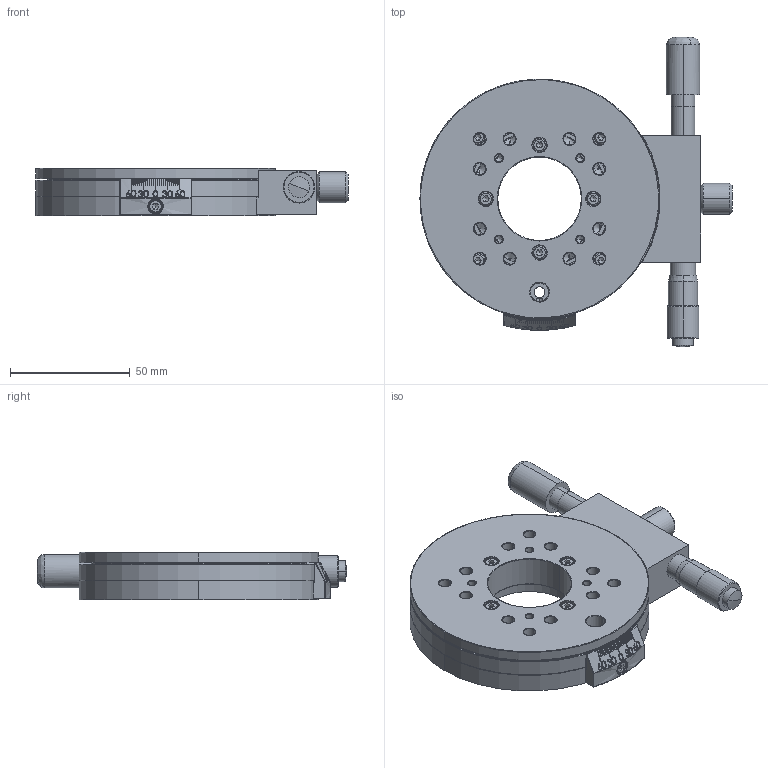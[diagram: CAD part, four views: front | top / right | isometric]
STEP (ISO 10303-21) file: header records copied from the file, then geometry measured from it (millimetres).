
FILE_DESCRIPTION (( 'STEP AP203' ), '1' );
FILE_NAME ('517712.STEP', '2025-07-09T03:02:17', ( '' ), ( '' ), 'SwSTEP 2.0', 'SolidWorks 2020', '' );
FILE_SCHEMA (( 'CONFIG_CONTROL_DESIGN' ));
Length unit declared in the file: millimetre
Products named in the file (1): 517712
Bounding box: 130.5 x 129.3 x 20 mm (x, y, z)
Volume: 150200.1 mm3; surface area: 87781.3 mm2
Topology: 33 solids, 33 shells, 1290 faces, 3283 edges, 2048 vertices
Faces by surface type: plane 420, bspline 363, cylinder 357, cone 137, sphere 13
Entity records: 78516 total; most frequent: CARTESIAN_POINT 49910, ORIENTED_EDGE 6408, DIRECTION 5340, EDGE_CURVE 3204, AXIS2_PLACEMENT_3D 2062, VERTEX_POINT 2041, EDGE_LOOP 1475, ADVANCED_FACE 1290
